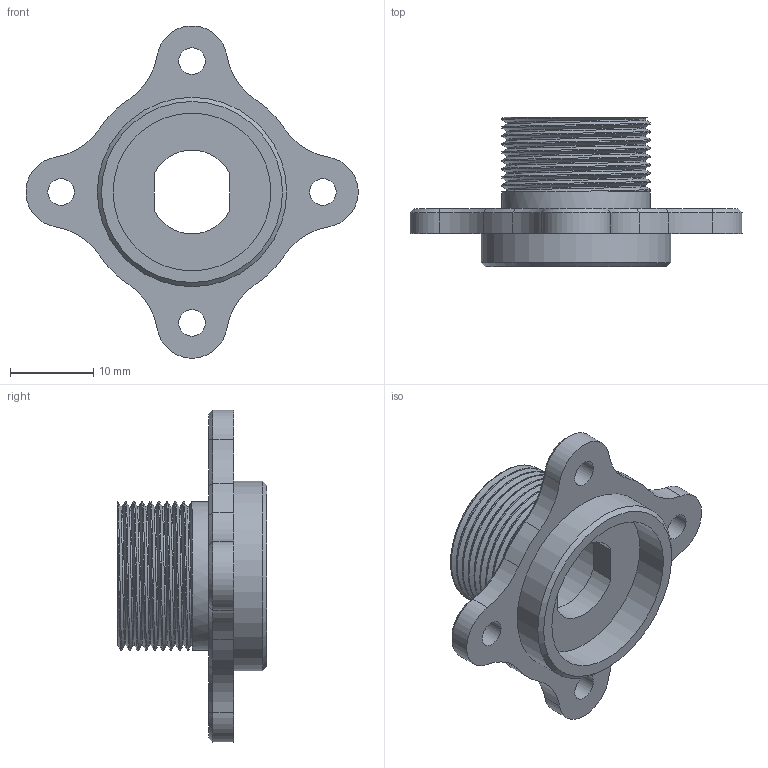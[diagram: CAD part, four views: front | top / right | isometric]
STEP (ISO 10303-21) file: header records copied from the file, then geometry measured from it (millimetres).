
FILE_DESCRIPTION(/* description */ (''),/* implementation_level */ '2;1');
FILE_NAME(/* name */ 'dport - raccord haut (CNC).step',/* time_stamp */ '2022-11-11T17:30:28+01:00',/* author */ (''),/* organization */ (''),/* preprocessor_version */ 'ST-DEVELOPER v19.2',/* originating_system */ 'Autodesk Translation Framework v11.17.0.187',/* authorisation */ '');
FILE_SCHEMA (('AUTOMOTIVE_DESIGN { 1 0 10303 214 3 1 1 }'));
Length unit declared in the file: millimetre
Products named in the file (1): Déport d'antenne ER328
Bounding box: 39.97 x 18 x 39.97 mm (x, y, z)
Volume: 3192.4 mm3; surface area: 3840 mm2
Topology: 1 solids, 1 shells, 74 faces, 187 edges, 119 vertices
Faces by surface type: cylinder 45, cone 18, plane 9, bspline 2
Full cylindrical faces by diameter (mm): 3.2 x4, 15 x1, 16.741 x8, 17.884 x9, 19 x1, 22.8 x1
Entity records: 4668 total; most frequent: CARTESIAN_POINT 2857, ORIENTED_EDGE 374, DIRECTION 364, EDGE_CURVE 187, AXIS2_PLACEMENT_3D 148, VERTEX_POINT 119, EDGE_LOOP 88, CIRCLE 75
